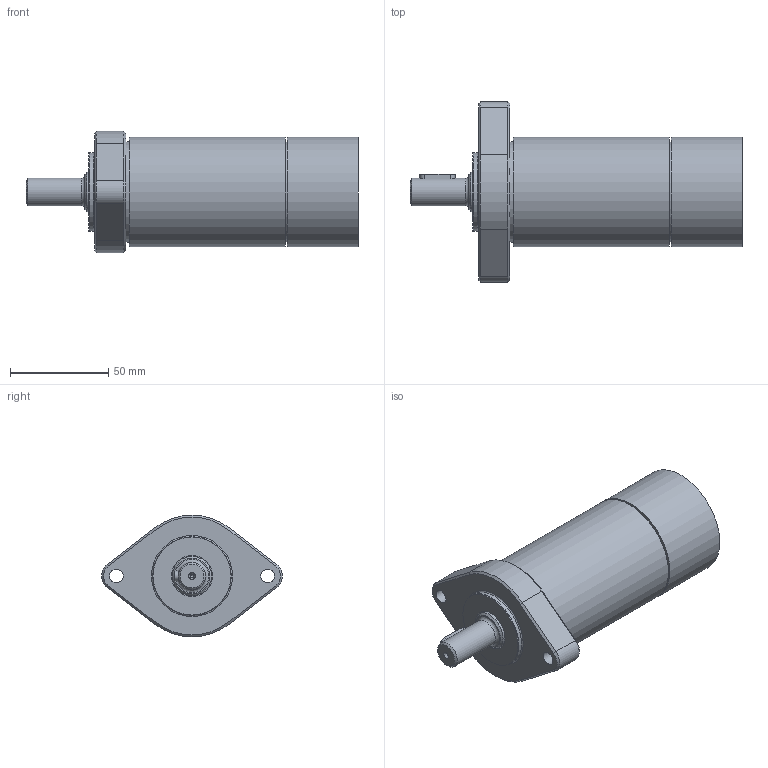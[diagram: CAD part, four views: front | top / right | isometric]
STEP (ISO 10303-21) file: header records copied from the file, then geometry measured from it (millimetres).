
FILE_DESCRIPTION((''),'2;1');
FILE_NAME('MRD 55-1800_29906327.stp','2009-06-17T09:00:25',('rmorof'),(''),'Autodesk Inventor 2008','Autodesk Inventor 2008','');
FILE_SCHEMA(('CONFIG_CONTROL_DESIGN'));
Length unit declared in the file: millimetre
Products named in the file (1): MRD 55-1800_29906327
Bounding box: 169.1 x 91.95 x 62 mm (x, y, z)
Volume: 353803.6 mm3; surface area: 37010 mm2
Topology: 1 solids, 2 shells, 74 faces, 154 edges, 98 vertices
Faces by surface type: plane 38, cylinder 13, cone 12, bspline 11
Full cylindrical faces by diameter (mm): 14 x1, 20 x1, 40 x1, 51.325 x2, 56 x2
Entity records: 2151 total; most frequent: CARTESIAN_POINT 606, DIRECTION 298, ORIENTED_EDGE 246, EDGE_CURVE 123, AXIS2_PLACEMENT_3D 119, EDGE_LOOP 114, VERTEX_POINT 89, FACE_OUTER_BOUND 74
